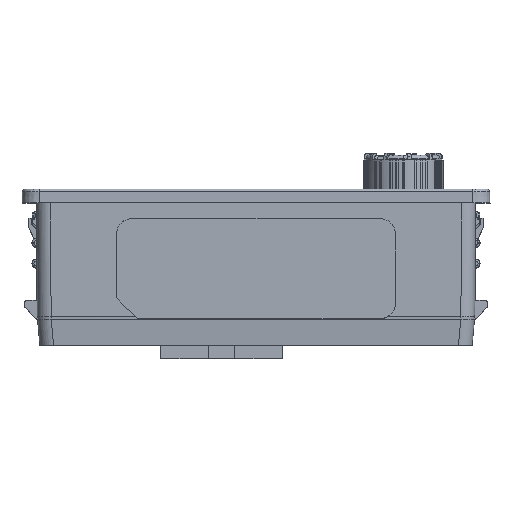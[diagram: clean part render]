
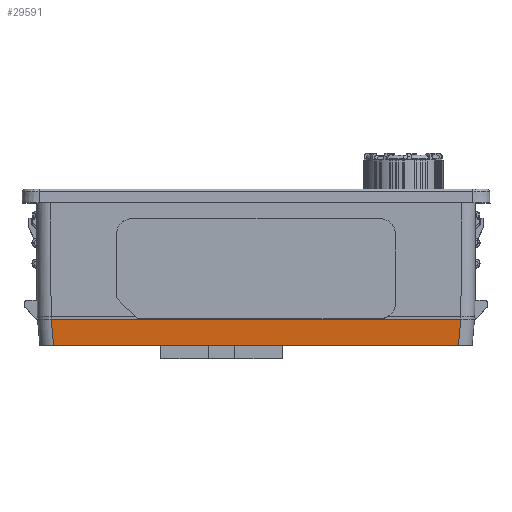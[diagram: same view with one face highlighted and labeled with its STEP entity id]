
A CAD part, top view. The second image highlights one B-rep face of the part: STEP entity #29591.
In plain terms, the highlighted planar face has unit normal (0, -0.087, 0.996).
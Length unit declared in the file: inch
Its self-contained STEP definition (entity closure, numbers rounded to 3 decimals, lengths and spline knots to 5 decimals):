
#1210 = VECTOR ( 'NONE', #33651, 39.37008 ) ;
#1260 = ORIENTED_EDGE ( 'NONE', *, *, #23014, .T. ) ;
#1286 = CARTESIAN_POINT ( 'NONE',  ( -1.15839, 0.00312, 0.76816 ) ) ;
#2029 = CARTESIAN_POINT ( 'NONE',  ( -1.17122, 0.14978, 0.78099 ) ) ;
#3929 = EDGE_CURVE ( 'NONE', #36806, #21524, #6670, .T. ) ;
#4764 = CARTESIAN_POINT ( 'NONE',  ( -1.16072, 0.02971, 0.77049 ) ) ;
#4906 = CARTESIAN_POINT ( 'NONE',  ( -1.15964, 0.01737, 0.76941 ) ) ;
#5381 = CARTESIAN_POINT ( 'NONE',  ( -1.1588, 0.0078, 0.76857 ) ) ;
#6109 = CARTESIAN_POINT ( 'NONE',  ( 1.17122, 0.14978, 0.78099 ) ) ;
#6670 = B_SPLINE_CURVE_WITH_KNOTS ( 'NONE', 3,
 ( #36874, #1286, #5381, #44254, #26120, #8356, #12114, #4906, #26430, #4764, #19554, #15839, #8515, #40824 ),
 .UNSPECIFIED., .F., .F.,
 ( 4, 1, 1, 2, 2, 1, 1, 1, 1, 4 ),
 ( 0., 0.0625, 0.09375, 0.10938, 0.11328, 0.11719, 0.125, 0.25, 0.5, 1. ),
 .UNSPECIFIED. ) ;
#6948 = VERTEX_POINT ( 'NONE', #6109 ) ;
#8356 = CARTESIAN_POINT ( 'NONE',  ( -1.15957, 0.01658, 0.76934 ) ) ;
#8515 = CARTESIAN_POINT ( 'NONE',  ( -1.17052, 0.14172, 0.78028 ) ) ;
#8620 = ORIENTED_EDGE ( 'NONE', *, *, #39876, .F. ) ;
#10600 = VECTOR ( 'NONE', #44061, 39.37008 ) ;
#11657 = DIRECTION ( 'NONE',  ( 0., -0.087, 0.996 ) ) ;
#12114 = CARTESIAN_POINT ( 'NONE',  ( -1.15958, 0.01672, 0.76935 ) ) ;
#13135 = CARTESIAN_POINT ( 'NONE',  ( -1.23656, 0., 0.76789 ) ) ;
#15839 = CARTESIAN_POINT ( 'NONE',  ( -1.16821, 0.11534, 0.77798 ) ) ;
#16709 = ORIENTED_EDGE ( 'NONE', *, *, #29150, .T. ) ;
#17176 = ORIENTED_EDGE ( 'NONE', *, *, #3929, .F. ) ;
#19554 = CARTESIAN_POINT ( 'NONE',  ( -1.16333, 0.05958, 0.7731 ) ) ;
#21524 = VERTEX_POINT ( 'NONE', #2029 ) ;
#22226 = CARTESIAN_POINT ( 'NONE',  ( -1.25591, 0.15748, 0.78166 ) ) ;
#23014 = EDGE_CURVE ( 'NONE', #26270, #6948, #35142, .T. ) ;
#25825 = LINE ( 'NONE', #26633, #1210 ) ;
#26120 = CARTESIAN_POINT ( 'NONE',  ( -1.15949, 0.0156, 0.76925 ) ) ;
#26270 = VERTEX_POINT ( 'NONE', #29327 ) ;
#26430 = CARTESIAN_POINT ( 'NONE',  ( -1.15973, 0.01835, 0.76949 ) ) ;
#26446 = VECTOR ( 'NONE', #45133, 39.37008 ) ;
#26633 = CARTESIAN_POINT ( 'NONE',  ( -1.25591, 0.14978, 0.78099 ) ) ;
#29150 = EDGE_CURVE ( 'NONE', #6948, #21524, #25825, .T. ) ;
#29327 = CARTESIAN_POINT ( 'NONE',  ( 1.15812, 0., 0.76789 ) ) ;
#29591 = ADVANCED_FACE ( 'NONE', ( #30263 ), #39445, .T. ) ;
#30028 = DIRECTION ( 'NONE',  ( 0., -0.996, -0.087 ) ) ;
#30263 = FACE_OUTER_BOUND ( 'NONE', #44557, .T. ) ;
#30676 = CARTESIAN_POINT ( 'NONE',  ( -1.15812, 0., 0.76789 ) ) ;
#31239 = AXIS2_PLACEMENT_3D ( 'NONE', #22226, #11657, #30028 ) ;
#33125 = CARTESIAN_POINT ( 'NONE',  ( 1.15812, 0., 0.76789 ) ) ;
#33651 = DIRECTION ( 'NONE',  ( -1., 0., 0. ) ) ;
#35142 = LINE ( 'NONE', #33125, #10600 ) ;
#36806 = VERTEX_POINT ( 'NONE', #30676 ) ;
#36874 = CARTESIAN_POINT ( 'NONE',  ( -1.15812, 0., 0.76789 ) ) ;
#38798 = LINE ( 'NONE', #13135, #26446 ) ;
#39445 = PLANE ( 'NONE',  #31239 ) ;
#39876 = EDGE_CURVE ( 'NONE', #26270, #36806, #38798, .T. ) ;
#40824 = CARTESIAN_POINT ( 'NONE',  ( -1.17122, 0.14978, 0.78099 ) ) ;
#44061 = DIRECTION ( 'NONE',  ( 0.087, 0.992, 0.087 ) ) ;
#44254 = CARTESIAN_POINT ( 'NONE',  ( -1.15928, 0.01326, 0.76905 ) ) ;
#44557 = EDGE_LOOP ( 'NONE', ( #17176, #8620, #1260, #16709 ) ) ;
#45133 = DIRECTION ( 'NONE',  ( -1., 0., 0. ) ) ;
